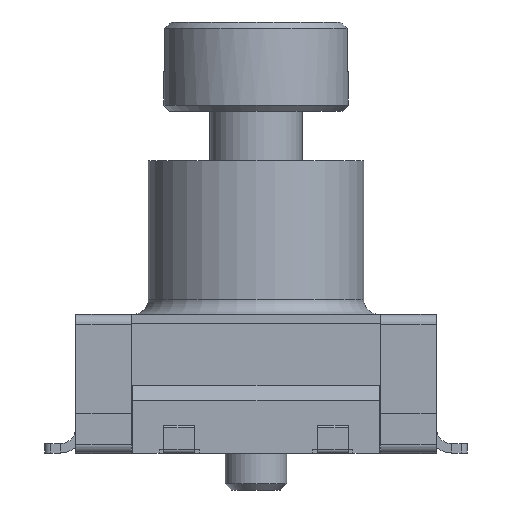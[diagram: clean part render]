
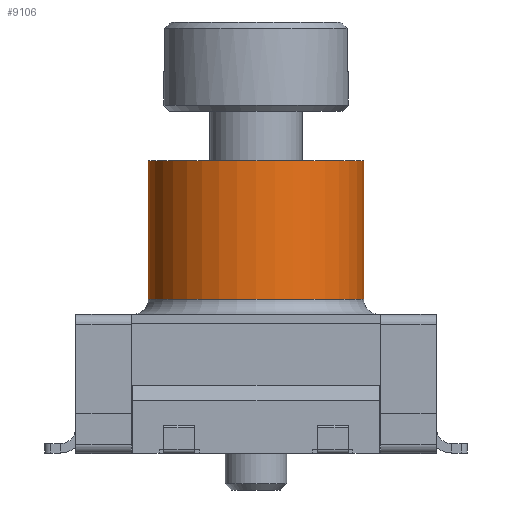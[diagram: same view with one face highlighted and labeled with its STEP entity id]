
A CAD part, front view. The second image highlights one B-rep face of the part: STEP entity #9106.
In plain terms, the highlighted cylindrical face has radius 3.5 mm (diameter 7 mm), a full revolution.
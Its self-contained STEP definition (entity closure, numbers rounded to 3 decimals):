
#7118 = TOROIDAL_SURFACE('',#7119,4.,0.5);
#7119 = AXIS2_PLACEMENT_3D('',#7120,#7121,#7122);
#7120 = CARTESIAN_POINT('',(0.,0.,0.8));
#7121 = DIRECTION('',(-0.,-0.,-1.));
#7122 = DIRECTION('',(1.,0.,0.));
#7696 = VERTEX_POINT('',#7697);
#7697 = CARTESIAN_POINT('',(3.5,0.,0.8));
#7721 = EDGE_CURVE('',#7696,#7696,#7722,.T.);
#7722 = SURFACE_CURVE('',#7723,(#7728,#7735),.PCURVE_S1.);
#7723 = CIRCLE('',#7724,3.5);
#7724 = AXIS2_PLACEMENT_3D('',#7725,#7726,#7727);
#7725 = CARTESIAN_POINT('',(0.,0.,0.8));
#7726 = DIRECTION('',(0.,0.,1.));
#7727 = DIRECTION('',(1.,0.,0.));
#7728 = PCURVE('',#7118,#7729);
#7729 = DEFINITIONAL_REPRESENTATION('',(#7730),#7734);
#7730 = LINE('',#7731,#7732);
#7731 = CARTESIAN_POINT('',(-0.,3.142));
#7732 = VECTOR('',#7733,1.);
#7733 = DIRECTION('',(-1.,0.));
#7734 = ( GEOMETRIC_REPRESENTATION_CONTEXT(2) 
PARAMETRIC_REPRESENTATION_CONTEXT() REPRESENTATION_CONTEXT('2D SPACE',''
  ) );
#7735 = PCURVE('',#7736,#7741);
#7736 = CYLINDRICAL_SURFACE('',#7737,3.5);
#7737 = AXIS2_PLACEMENT_3D('',#7738,#7739,#7740);
#7738 = CARTESIAN_POINT('',(0.,0.,0.3));
#7739 = DIRECTION('',(-0.,-0.,-1.));
#7740 = DIRECTION('',(1.,0.,0.));
#7741 = DEFINITIONAL_REPRESENTATION('',(#7742),#7746);
#7742 = LINE('',#7743,#7744);
#7743 = CARTESIAN_POINT('',(-0.,-0.5));
#7744 = VECTOR('',#7745,1.);
#7745 = DIRECTION('',(-1.,0.));
#7746 = ( GEOMETRIC_REPRESENTATION_CONTEXT(2) 
PARAMETRIC_REPRESENTATION_CONTEXT() REPRESENTATION_CONTEXT('2D SPACE',''
  ) );
#9106 = ADVANCED_FACE('',(#9107),#7736,.T.);
#9107 = FACE_BOUND('',#9108,.F.);
#9108 = EDGE_LOOP('',(#9109,#9132,#9159,#9160));
#9109 = ORIENTED_EDGE('',*,*,#9110,.T.);
#9110 = EDGE_CURVE('',#7696,#9111,#9113,.T.);
#9111 = VERTEX_POINT('',#9112);
#9112 = CARTESIAN_POINT('',(3.5,0.,5.3));
#9113 = SEAM_CURVE('',#9114,(#9118,#9125),.PCURVE_S1.);
#9114 = LINE('',#9115,#9116);
#9115 = CARTESIAN_POINT('',(3.5,0.,0.3));
#9116 = VECTOR('',#9117,1.);
#9117 = DIRECTION('',(0.,0.,1.));
#9118 = PCURVE('',#7736,#9119);
#9119 = DEFINITIONAL_REPRESENTATION('',(#9120),#9124);
#9120 = LINE('',#9121,#9122);
#9121 = CARTESIAN_POINT('',(-0.,0.));
#9122 = VECTOR('',#9123,1.);
#9123 = DIRECTION('',(-0.,-1.));
#9124 = ( GEOMETRIC_REPRESENTATION_CONTEXT(2) 
PARAMETRIC_REPRESENTATION_CONTEXT() REPRESENTATION_CONTEXT('2D SPACE',''
  ) );
#9125 = PCURVE('',#7736,#9126);
#9126 = DEFINITIONAL_REPRESENTATION('',(#9127),#9131);
#9127 = LINE('',#9128,#9129);
#9128 = CARTESIAN_POINT('',(-6.283,0.));
#9129 = VECTOR('',#9130,1.);
#9130 = DIRECTION('',(-0.,-1.));
#9131 = ( GEOMETRIC_REPRESENTATION_CONTEXT(2) 
PARAMETRIC_REPRESENTATION_CONTEXT() REPRESENTATION_CONTEXT('2D SPACE',''
  ) );
#9132 = ORIENTED_EDGE('',*,*,#9133,.T.);
#9133 = EDGE_CURVE('',#9111,#9111,#9134,.T.);
#9134 = SURFACE_CURVE('',#9135,(#9140,#9147),.PCURVE_S1.);
#9135 = CIRCLE('',#9136,3.5);
#9136 = AXIS2_PLACEMENT_3D('',#9137,#9138,#9139);
#9137 = CARTESIAN_POINT('',(0.,0.,5.3));
#9138 = DIRECTION('',(0.,0.,1.));
#9139 = DIRECTION('',(1.,0.,0.));
#9140 = PCURVE('',#7736,#9141);
#9141 = DEFINITIONAL_REPRESENTATION('',(#9142),#9146);
#9142 = LINE('',#9143,#9144);
#9143 = CARTESIAN_POINT('',(-0.,-5.));
#9144 = VECTOR('',#9145,1.);
#9145 = DIRECTION('',(-1.,0.));
#9146 = ( GEOMETRIC_REPRESENTATION_CONTEXT(2) 
PARAMETRIC_REPRESENTATION_CONTEXT() REPRESENTATION_CONTEXT('2D SPACE',''
  ) );
#9147 = PCURVE('',#9148,#9153);
#9148 = PLANE('',#9149);
#9149 = AXIS2_PLACEMENT_3D('',#9150,#9151,#9152);
#9150 = CARTESIAN_POINT('',(0.,0.,5.3));
#9151 = DIRECTION('',(0.,0.,1.));
#9152 = DIRECTION('',(1.,0.,0.));
#9153 = DEFINITIONAL_REPRESENTATION('',(#9154),#9158);
#9154 = CIRCLE('',#9155,3.5);
#9155 = AXIS2_PLACEMENT_2D('',#9156,#9157);
#9156 = CARTESIAN_POINT('',(0.,0.));
#9157 = DIRECTION('',(1.,0.));
#9158 = ( GEOMETRIC_REPRESENTATION_CONTEXT(2) 
PARAMETRIC_REPRESENTATION_CONTEXT() REPRESENTATION_CONTEXT('2D SPACE',''
  ) );
#9159 = ORIENTED_EDGE('',*,*,#9110,.F.);
#9160 = ORIENTED_EDGE('',*,*,#7721,.F.);
